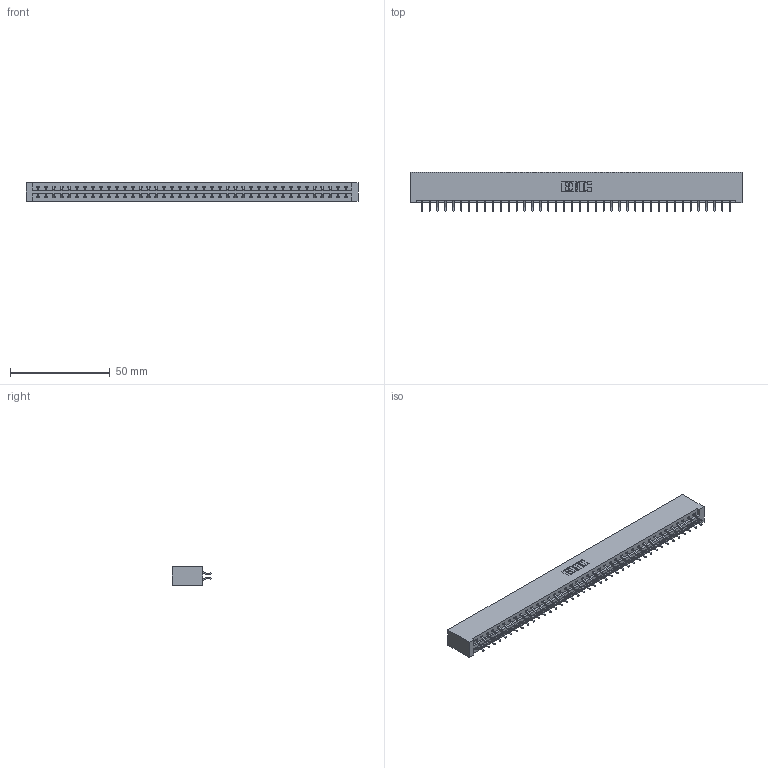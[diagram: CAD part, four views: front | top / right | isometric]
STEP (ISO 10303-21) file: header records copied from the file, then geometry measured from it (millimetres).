
FILE_DESCRIPTION (( 'STEP AP203' ), '1' );
FILE_NAME ('387-080-556-201.STEP', '2019-10-22T22:37:06', ( '' ), ( '' ), 'SwSTEP 2.0', 'SolidWorks 2016', '' );
FILE_SCHEMA (( 'CONFIG_CONTROL_DESIGN' ));
Length unit declared in the file: inch
Products named in the file (3): 387-080-556-201; 337 Part_No Mounting Lugs; 345-292-001_556 Tail
Assembly tree (81 placements, depth 2):
  387-080-556-201
    337 Part_No Mounting Lugs
    345-292-001_556 Tail  x80
Bounding box: 166.37 x 19.57 x 9.4 mm (x, y, z)
Volume: 18264.3 mm3; surface area: 20600.1 mm2
Topology: 81 solids, 81 shells, 4906 faces, 14607 edges, 9630 vertices
Faces by surface type: plane 3426, cylinder 1480
Entity records: 31215 total; most frequent: CARTESIAN_POINT 5274, ORIENTED_EDGE 5198, DIRECTION 4471, EDGE_CURVE 2599, VECTOR 2471, LINE 2471, VERTEX_POINT 1730, AXIS2_PLACEMENT_3D 1000
